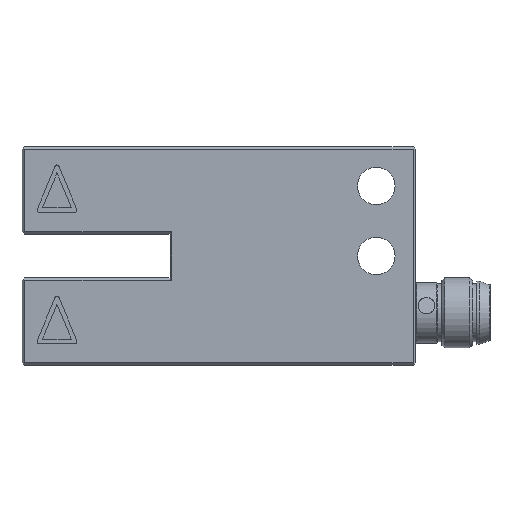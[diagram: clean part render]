
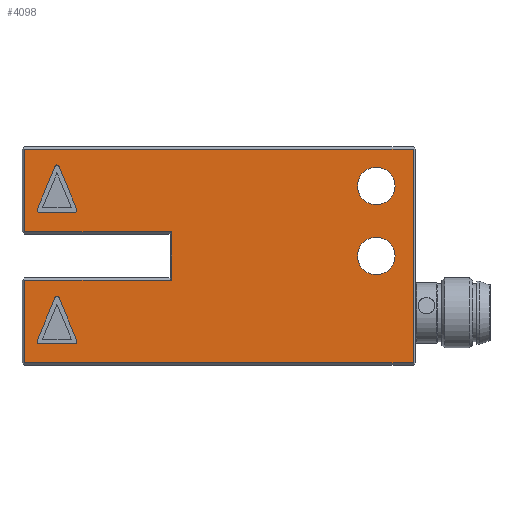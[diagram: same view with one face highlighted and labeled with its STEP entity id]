
A CAD part, front view. The second image highlights one B-rep face of the part: STEP entity #4098.
In plain terms, the highlighted planar face has unit normal (0, -1, 0).
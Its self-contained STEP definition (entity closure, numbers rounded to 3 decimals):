
#237=FACE_BOUND('',#810,.T.);
#238=FACE_BOUND('',#811,.T.);
#239=FACE_BOUND('',#812,.T.);
#240=FACE_BOUND('',#813,.T.);
#266=CIRCLE('',#4320,2.15);
#269=CIRCLE('',#4324,2.15);
#281=CIRCLE('',#4344,0.25);
#282=CIRCLE('',#4347,0.25);
#283=CIRCLE('',#4350,0.25);
#287=CIRCLE('',#4360,0.25);
#288=CIRCLE('',#4363,0.25);
#289=CIRCLE('',#4366,0.25);
#562=FACE_OUTER_BOUND('',#809,.T.);
#809=EDGE_LOOP('',(#2984,#2985,#2986,#2987,#2988,#2989,#2990,#2991));
#810=EDGE_LOOP('',(#2992,#2993,#2994,#2995,#2996,#2997));
#811=EDGE_LOOP('',(#2998,#2999,#3000,#3001,#3002,#3003));
#812=EDGE_LOOP('',(#3004));
#813=EDGE_LOOP('',(#3005));
#1044=LINE('',#6015,#1409);
#1048=LINE('',#6024,#1413);
#1051=LINE('',#6032,#1416);
#1062=LINE('',#6064,#1427);
#1066=LINE('',#6073,#1431);
#1069=LINE('',#6081,#1434);
#1129=LINE('',#6208,#1494);
#1131=LINE('',#6214,#1496);
#1146=LINE('',#6243,#1511);
#1147=LINE('',#6245,#1512);
#1151=LINE('',#6253,#1516);
#1152=LINE('',#6256,#1517);
#1153=LINE('',#6257,#1518);
#1154=LINE('',#6258,#1519);
#1409=VECTOR('',#4810,10.);
#1413=VECTOR('',#4820,10.);
#1416=VECTOR('',#4829,10.);
#1427=VECTOR('',#4860,10.);
#1431=VECTOR('',#4870,10.);
#1434=VECTOR('',#4879,10.);
#1494=VECTOR('',#4983,10.);
#1496=VECTOR('',#4987,10.);
#1511=VECTOR('',#5014,10.);
#1512=VECTOR('',#5017,10.);
#1516=VECTOR('',#5025,10.);
#1517=VECTOR('',#5028,10.);
#1518=VECTOR('',#5029,10.);
#1519=VECTOR('',#5030,10.);
#1762=VERTEX_POINT('',#5952);
#1765=VERTEX_POINT('',#5960);
#1786=VERTEX_POINT('',#6013);
#1787=VERTEX_POINT('',#6014);
#1788=VERTEX_POINT('',#6019);
#1789=VERTEX_POINT('',#6023);
#1790=VERTEX_POINT('',#6027);
#1791=VERTEX_POINT('',#6031);
#1801=VERTEX_POINT('',#6062);
#1802=VERTEX_POINT('',#6063);
#1803=VERTEX_POINT('',#6068);
#1804=VERTEX_POINT('',#6072);
#1805=VERTEX_POINT('',#6076);
#1806=VERTEX_POINT('',#6080);
#1850=VERTEX_POINT('',#6204);
#1851=VERTEX_POINT('',#6206);
#1852=VERTEX_POINT('',#6210);
#1854=VERTEX_POINT('',#6213);
#1861=VERTEX_POINT('',#6239);
#1862=VERTEX_POINT('',#6241);
#1864=VERTEX_POINT('',#6251);
#1865=VERTEX_POINT('',#6255);
#2152=EDGE_CURVE('',#1762,#1762,#266,.T.);
#2156=EDGE_CURVE('',#1765,#1765,#269,.T.);
#2180=EDGE_CURVE('',#1786,#1787,#1044,.T.);
#2183=EDGE_CURVE('',#1787,#1788,#281,.T.);
#2185=EDGE_CURVE('',#1788,#1789,#1048,.T.);
#2187=EDGE_CURVE('',#1789,#1790,#282,.T.);
#2189=EDGE_CURVE('',#1790,#1791,#1051,.T.);
#2191=EDGE_CURVE('',#1791,#1786,#283,.T.);
#2204=EDGE_CURVE('',#1801,#1802,#1062,.T.);
#2207=EDGE_CURVE('',#1802,#1803,#287,.T.);
#2209=EDGE_CURVE('',#1803,#1804,#1066,.T.);
#2211=EDGE_CURVE('',#1804,#1805,#288,.T.);
#2213=EDGE_CURVE('',#1805,#1806,#1069,.T.);
#2215=EDGE_CURVE('',#1806,#1801,#289,.T.);
#2277=EDGE_CURVE('',#1851,#1850,#1129,.T.);
#2279=EDGE_CURVE('',#1852,#1854,#1131,.T.);
#2295=EDGE_CURVE('',#1862,#1861,#1146,.T.);
#2296=EDGE_CURVE('',#1861,#1851,#1147,.T.);
#2300=EDGE_CURVE('',#1864,#1852,#1151,.T.);
#2301=EDGE_CURVE('',#1850,#1865,#1152,.T.);
#2302=EDGE_CURVE('',#1854,#1862,#1153,.T.);
#2303=EDGE_CURVE('',#1865,#1864,#1154,.T.);
#2984=ORIENTED_EDGE('',*,*,#2301,.F.);
#2985=ORIENTED_EDGE('',*,*,#2277,.F.);
#2986=ORIENTED_EDGE('',*,*,#2296,.F.);
#2987=ORIENTED_EDGE('',*,*,#2295,.F.);
#2988=ORIENTED_EDGE('',*,*,#2302,.F.);
#2989=ORIENTED_EDGE('',*,*,#2279,.F.);
#2990=ORIENTED_EDGE('',*,*,#2300,.F.);
#2991=ORIENTED_EDGE('',*,*,#2303,.F.);
#2992=ORIENTED_EDGE('',*,*,#2215,.T.);
#2993=ORIENTED_EDGE('',*,*,#2204,.T.);
#2994=ORIENTED_EDGE('',*,*,#2207,.T.);
#2995=ORIENTED_EDGE('',*,*,#2209,.T.);
#2996=ORIENTED_EDGE('',*,*,#2211,.T.);
#2997=ORIENTED_EDGE('',*,*,#2213,.T.);
#2998=ORIENTED_EDGE('',*,*,#2191,.T.);
#2999=ORIENTED_EDGE('',*,*,#2180,.T.);
#3000=ORIENTED_EDGE('',*,*,#2183,.T.);
#3001=ORIENTED_EDGE('',*,*,#2185,.T.);
#3002=ORIENTED_EDGE('',*,*,#2187,.T.);
#3003=ORIENTED_EDGE('',*,*,#2189,.T.);
#3004=ORIENTED_EDGE('',*,*,#2156,.T.);
#3005=ORIENTED_EDGE('',*,*,#2152,.T.);
#3932=PLANE('',#4397);
#4098=ADVANCED_FACE('',(#562,#237,#238,#239,#240),#3932,.F.);
#4320=AXIS2_PLACEMENT_3D('',#5954,#4751,#4752);
#4324=AXIS2_PLACEMENT_3D('',#5962,#4760,#4761);
#4344=AXIS2_PLACEMENT_3D('',#6020,#4815,#4816);
#4347=AXIS2_PLACEMENT_3D('',#6028,#4824,#4825);
#4350=AXIS2_PLACEMENT_3D('',#6035,#4833,#4834);
#4360=AXIS2_PLACEMENT_3D('',#6069,#4865,#4866);
#4363=AXIS2_PLACEMENT_3D('',#6077,#4874,#4875);
#4366=AXIS2_PLACEMENT_3D('',#6084,#4883,#4884);
#4397=AXIS2_PLACEMENT_3D('',#6254,#5026,#5027);
#4751=DIRECTION('center_axis',(0.,1.,0.));
#4752=DIRECTION('ref_axis',(1.,0.,0.));
#4760=DIRECTION('center_axis',(0.,1.,0.));
#4761=DIRECTION('ref_axis',(1.,0.,0.));
#4810=DIRECTION('',(-1.,0.,0.));
#4815=DIRECTION('center_axis',(0.,1.,0.));
#4816=DIRECTION('ref_axis',(-0.924,0.,0.381));
#4820=DIRECTION('',(0.381,0.,0.924));
#4824=DIRECTION('center_axis',(0.,1.,0.));
#4825=DIRECTION('ref_axis',(0.924,0.,0.381));
#4829=DIRECTION('',(0.381,0.,-0.924));
#4833=DIRECTION('center_axis',(0.,1.,0.));
#4834=DIRECTION('ref_axis',(0.,0.,-1.));
#4860=DIRECTION('',(0.381,0.,0.924));
#4865=DIRECTION('center_axis',(0.,1.,0.));
#4866=DIRECTION('ref_axis',(0.924,0.,0.381));
#4870=DIRECTION('',(0.381,0.,-0.924));
#4874=DIRECTION('center_axis',(0.,1.,0.));
#4875=DIRECTION('ref_axis',(0.,0.,-1.));
#4879=DIRECTION('',(-1.,0.,0.));
#4883=DIRECTION('center_axis',(0.,1.,0.));
#4884=DIRECTION('ref_axis',(-0.924,0.,0.381));
#4983=DIRECTION('',(1.,0.,0.));
#4987=DIRECTION('',(1.,0.,0.));
#5014=DIRECTION('',(-1.,0.,0.));
#5017=DIRECTION('',(0.,0.,1.));
#5025=DIRECTION('',(0.,0.,1.));
#5026=DIRECTION('center_axis',(0.,1.,0.));
#5027=DIRECTION('ref_axis',(1.,0.,0.));
#5028=DIRECTION('',(0.,0.,-1.));
#5029=DIRECTION('',(0.,0.,1.));
#5030=DIRECTION('',(-1.,0.,0.));
#5952=CARTESIAN_POINT('',(-6.074,-27.235,-6.087));
#5954=CARTESIAN_POINT('Origin',(-3.924,-27.235,-6.087));
#5960=CARTESIAN_POINT('',(-6.074,-27.235,-14.087));
#5962=CARTESIAN_POINT('Origin',(-3.924,-27.235,-14.087));
#6013=CARTESIAN_POINT('',(-38.4,-27.235,-9.087));
#6014=CARTESIAN_POINT('',(-42.448,-27.235,-9.087));
#6015=CARTESIAN_POINT('',(-31.285,-27.235,-9.087));
#6019=CARTESIAN_POINT('',(-42.679,-27.235,-8.742));
#6020=CARTESIAN_POINT('Origin',(-42.448,-27.235,-8.837));
#6023=CARTESIAN_POINT('',(-40.655,-27.235,-3.836));
#6024=CARTESIAN_POINT('',(-42.275,-27.235,-7.763));
#6027=CARTESIAN_POINT('',(-40.193,-27.235,-3.836));
#6028=CARTESIAN_POINT('Origin',(-40.424,-27.235,-3.932));
#6031=CARTESIAN_POINT('',(-38.169,-27.235,-8.742));
#6032=CARTESIAN_POINT('',(-37.221,-27.235,-11.041));
#6035=CARTESIAN_POINT('Origin',(-38.4,-27.235,-8.837));
#6062=CARTESIAN_POINT('',(-42.679,-27.235,-23.742));
#6063=CARTESIAN_POINT('',(-40.655,-27.235,-18.836));
#6064=CARTESIAN_POINT('',(-39.631,-27.235,-16.354));
#6068=CARTESIAN_POINT('',(-40.193,-27.235,-18.836));
#6069=CARTESIAN_POINT('Origin',(-40.424,-27.235,-18.932));
#6072=CARTESIAN_POINT('',(-38.169,-27.235,-23.742));
#6073=CARTESIAN_POINT('',(-39.865,-27.235,-19.631));
#6076=CARTESIAN_POINT('',(-38.4,-27.235,-24.087));
#6077=CARTESIAN_POINT('Origin',(-38.4,-27.235,-23.837));
#6080=CARTESIAN_POINT('',(-42.448,-27.235,-24.087));
#6081=CARTESIAN_POINT('',(-31.285,-27.235,-24.087));
#6084=CARTESIAN_POINT('Origin',(-42.448,-27.235,-23.837));
#6204=CARTESIAN_POINT('',(0.276,-27.235,-1.887));
#6206=CARTESIAN_POINT('',(-44.124,-27.235,-1.887));
#6208=CARTESIAN_POINT('',(-34.297,-27.235,-1.887));
#6210=CARTESIAN_POINT('',(-44.124,-27.235,-16.887));
#6213=CARTESIAN_POINT('',(-27.324,-27.235,-16.887));
#6214=CARTESIAN_POINT('',(-34.297,-27.235,-16.887));
#6239=CARTESIAN_POINT('',(-44.124,-27.235,-11.287));
#6241=CARTESIAN_POINT('',(-27.324,-27.235,-11.287));
#6243=CARTESIAN_POINT('',(-25.897,-27.235,-11.287));
#6245=CARTESIAN_POINT('',(-44.124,-27.235,-12.837));
#6251=CARTESIAN_POINT('',(-44.124,-27.235,-26.287));
#6253=CARTESIAN_POINT('',(-44.124,-27.235,-20.337));
#6254=CARTESIAN_POINT('Origin',(-24.169,-27.235,-14.087));
#6255=CARTESIAN_POINT('',(0.276,-27.235,-26.287));
#6256=CARTESIAN_POINT('',(0.276,-27.235,-7.837));
#6257=CARTESIAN_POINT('',(-27.324,-27.235,-15.337));
#6258=CARTESIAN_POINT('',(-11.797,-27.235,-26.287));
